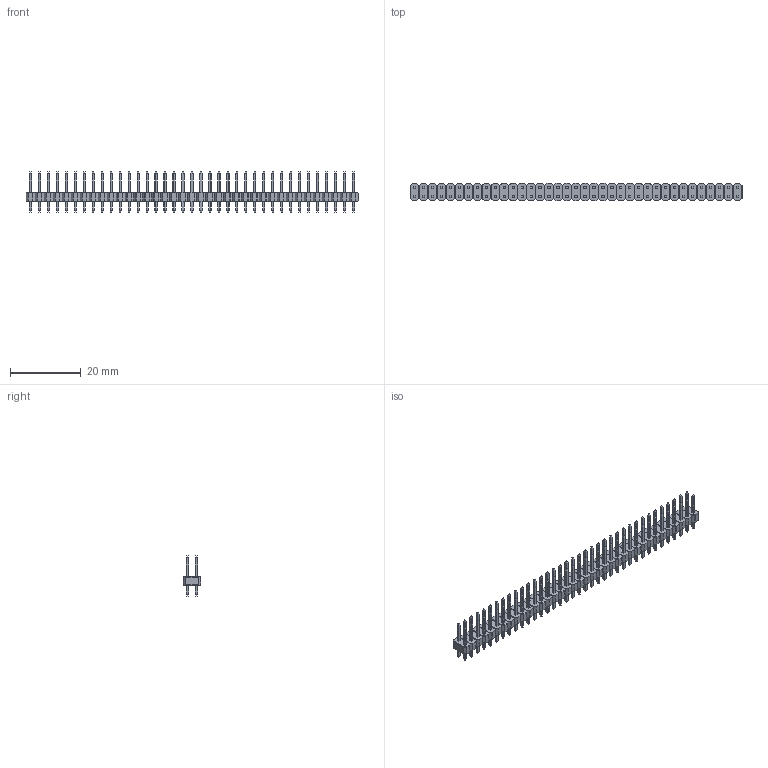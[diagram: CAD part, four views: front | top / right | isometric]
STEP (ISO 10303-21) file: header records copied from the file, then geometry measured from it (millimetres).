
FILE_DESCRIPTION(/* description */ (''),/* implementation_level */ '2;1');
FILE_NAME(/* name */ 'Pin Header Male 02x37 P2.54mm.stp',/* time_stamp */ '2019-09-24T14:01:36+02:00',/* author */ ('Bernd das Brot'),/* organization */ (''),/* preprocessor_version */ 'ST-DEVELOPER v17.2',/* originating_system */ 'Autodesk Inventor 2019',/* authorisation */ '');
FILE_SCHEMA (('AUTOMOTIVE_DESIGN { 1 0 10303 214 3 1 1 }'));
Length unit declared in the file: millimetre
Products named in the file (2): test; Male Pin Header
Assembly tree (37 placements, depth 2):
  test
    Male Pin Header  x37
Bounding box: 93.98 x 5.08 x 11.39 mm (x, y, z)
Volume: 1369.5 mm3; surface area: 3784.9 mm2
Topology: 37 solids, 37 shells, 4440 faces, 11248 edges, 6512 vertices
Faces by surface type: plane 2368, cylinder 1480, sphere 592
Entity records: 4041 total; most frequent: DIRECTION 710, CARTESIAN_POINT 639, ORIENTED_EDGE 608, EDGE_CURVE 304, AXIS2_PLACEMENT_3D 247, LINE 216, VECTOR 216, VERTEX_POINT 176
